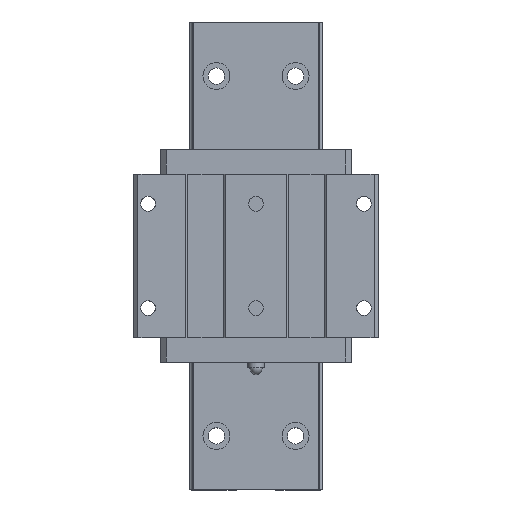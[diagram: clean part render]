
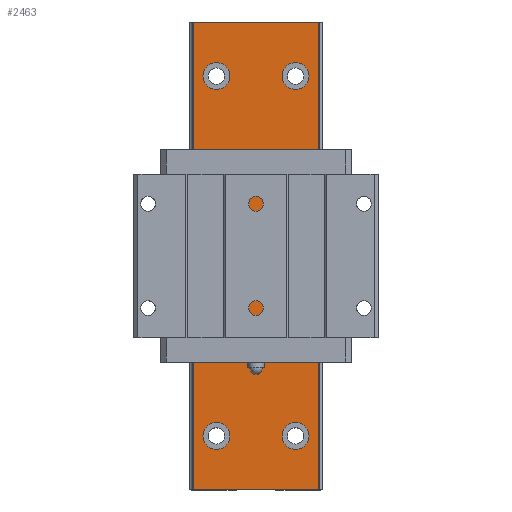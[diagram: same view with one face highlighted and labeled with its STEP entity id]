
A CAD part, top view. The second image highlights one B-rep face of the part: STEP entity #2463.
In plain terms, the highlighted planar face has unit normal (0, 0, 1).
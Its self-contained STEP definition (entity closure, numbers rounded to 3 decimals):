
#103=CIRCLE('',#3154,3.75);
#104=CIRCLE('',#3155,3.75);
#105=CIRCLE('',#3156,3.75);
#106=CIRCLE('',#3157,3.75);
#107=CIRCLE('',#3158,3.75);
#108=CIRCLE('',#3159,3.75);
#221=ORIENTED_EDGE('',*,*,#929,.T.);
#222=ORIENTED_EDGE('',*,*,#930,.T.);
#223=ORIENTED_EDGE('',*,*,#931,.T.);
#224=ORIENTED_EDGE('',*,*,#932,.T.);
#225=ORIENTED_EDGE('',*,*,#933,.T.);
#226=ORIENTED_EDGE('',*,*,#934,.T.);
#227=ORIENTED_EDGE('',*,*,#935,.T.);
#228=ORIENTED_EDGE('',*,*,#936,.F.);
#229=ORIENTED_EDGE('',*,*,#937,.F.);
#230=ORIENTED_EDGE('',*,*,#926,.T.);
#926=EDGE_CURVE('',#1281,#1280,#1531,.T.);
#929=EDGE_CURVE('',#1283,#1283,#103,.T.);
#930=EDGE_CURVE('',#1284,#1284,#104,.T.);
#931=EDGE_CURVE('',#1285,#1285,#105,.T.);
#932=EDGE_CURVE('',#1286,#1286,#106,.T.);
#933=EDGE_CURVE('',#1287,#1287,#107,.T.);
#934=EDGE_CURVE('',#1288,#1288,#108,.T.);
#935=EDGE_CURVE('',#1280,#1289,#1534,.T.);
#936=EDGE_CURVE('',#1290,#1289,#1535,.T.);
#937=EDGE_CURVE('',#1281,#1290,#1536,.T.);
#1280=VERTEX_POINT('',#4172);
#1281=VERTEX_POINT('',#4174);
#1283=VERTEX_POINT('',#4180);
#1284=VERTEX_POINT('',#4182);
#1285=VERTEX_POINT('',#4184);
#1286=VERTEX_POINT('',#4186);
#1287=VERTEX_POINT('',#4188);
#1288=VERTEX_POINT('',#4190);
#1289=VERTEX_POINT('',#4192);
#1290=VERTEX_POINT('',#4194);
#1531=LINE('',#4173,#1765);
#1534=LINE('',#4191,#1768);
#1535=LINE('',#4193,#1769);
#1536=LINE('',#4195,#1770);
#1765=VECTOR('',#3417,1000.);
#1768=VECTOR('',#3434,1000.);
#1769=VECTOR('',#3435,1000.);
#1770=VECTOR('',#3436,1000.);
#1999=EDGE_LOOP('',(#221));
#2000=EDGE_LOOP('',(#222));
#2001=EDGE_LOOP('',(#223));
#2002=EDGE_LOOP('',(#224));
#2003=EDGE_LOOP('',(#225));
#2004=EDGE_LOOP('',(#226));
#2005=EDGE_LOOP('',(#227,#228,#229,#230));
#2191=FACE_BOUND('',#1999,.T.);
#2192=FACE_BOUND('',#2000,.T.);
#2193=FACE_BOUND('',#2001,.T.);
#2194=FACE_BOUND('',#2002,.T.);
#2195=FACE_BOUND('',#2003,.T.);
#2196=FACE_BOUND('',#2004,.T.);
#2197=FACE_BOUND('',#2005,.T.);
#2384=PLANE('',#3153);
#2463=ADVANCED_FACE('',(#2191,#2192,#2193,#2194,#2195,#2196,#2197),#2384,
 .F.);
#3153=AXIS2_PLACEMENT_3D('',#4178,#3420,#3421);
#3154=AXIS2_PLACEMENT_3D('',#4179,#3422,#3423);
#3155=AXIS2_PLACEMENT_3D('',#4181,#3424,#3425);
#3156=AXIS2_PLACEMENT_3D('',#4183,#3426,#3427);
#3157=AXIS2_PLACEMENT_3D('',#4185,#3428,#3429);
#3158=AXIS2_PLACEMENT_3D('',#4187,#3430,#3431);
#3159=AXIS2_PLACEMENT_3D('',#4189,#3432,#3433);
#3417=DIRECTION('',(0.,1.,0.));
#3420=DIRECTION('',(0.,0.,-1.));
#3421=DIRECTION('',(-1.,0.,0.));
#3422=DIRECTION('',(0.,0.,-1.));
#3423=DIRECTION('',(0.,-1.,0.));
#3424=DIRECTION('',(0.,0.,-1.));
#3425=DIRECTION('',(0.,-1.,0.));
#3426=DIRECTION('',(0.,0.,-1.));
#3427=DIRECTION('',(0.,-1.,0.));
#3428=DIRECTION('',(0.,0.,-1.));
#3429=DIRECTION('',(0.,-1.,0.));
#3430=DIRECTION('',(0.,0.,-1.));
#3431=DIRECTION('',(0.,-1.,0.));
#3432=DIRECTION('',(0.,0.,-1.));
#3433=DIRECTION('',(0.,-1.,0.));
#3434=DIRECTION('',(-1.,0.,0.));
#3435=DIRECTION('',(0.,1.,0.));
#3436=DIRECTION('',(-1.,0.,0.));
#4172=CARTESIAN_POINT('',(17.47,65.,11.));
#4173=CARTESIAN_POINT('',(17.47,-65.,11.));
#4174=CARTESIAN_POINT('',(17.47,-65.,11.));
#4178=CARTESIAN_POINT('',(17.47,-65.,11.));
#4179=CARTESIAN_POINT('',(-11.,-50.,11.));
#4180=CARTESIAN_POINT('',(-11.,-53.75,11.));
#4181=CARTESIAN_POINT('',(11.,-50.,11.));
#4182=CARTESIAN_POINT('',(11.,-53.75,11.));
#4183=CARTESIAN_POINT('',(-11.,0.,11.));
#4184=CARTESIAN_POINT('',(-11.,-3.75,11.));
#4185=CARTESIAN_POINT('',(11.,0.,11.));
#4186=CARTESIAN_POINT('',(11.,-3.75,11.));
#4187=CARTESIAN_POINT('',(-11.,50.,11.));
#4188=CARTESIAN_POINT('',(-11.,46.25,11.));
#4189=CARTESIAN_POINT('',(11.,50.,11.));
#4190=CARTESIAN_POINT('',(11.,46.25,11.));
#4191=CARTESIAN_POINT('',(17.47,65.,11.));
#4192=CARTESIAN_POINT('',(-17.49,65.,11.));
#4193=CARTESIAN_POINT('',(-17.49,-65.,11.));
#4194=CARTESIAN_POINT('',(-17.49,-65.,11.));
#4195=CARTESIAN_POINT('',(17.47,-65.,11.));
